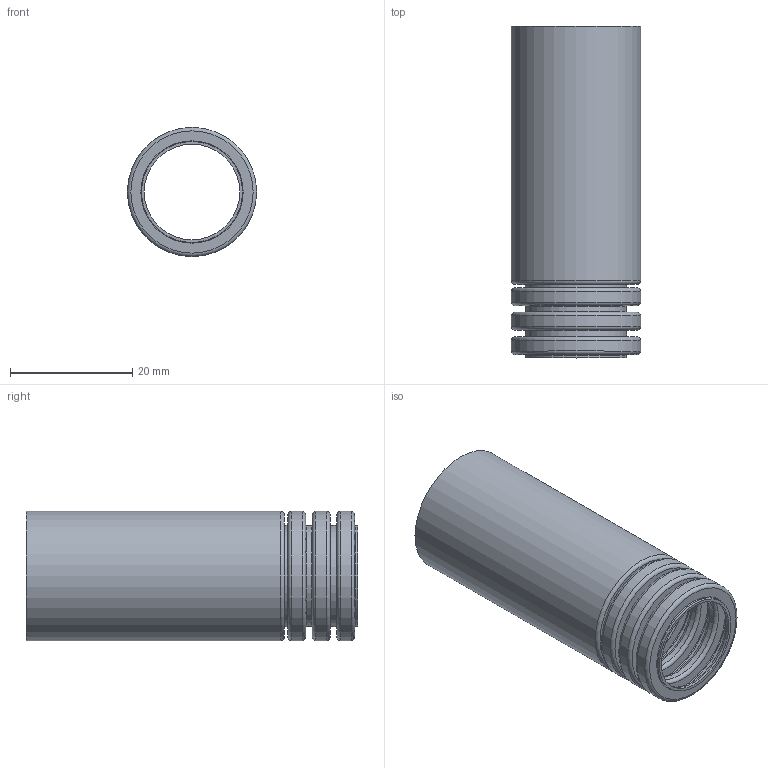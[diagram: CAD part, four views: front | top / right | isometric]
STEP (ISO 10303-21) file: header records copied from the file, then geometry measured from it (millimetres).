
FILE_DESCRIPTION (( 'STEP AP203' ), '1' );
FILE_NAME ('838216_Default.step', '2025-07-10T19:42:27', ( 'Windows User' ), ( 'AUTOMATION DIRECT' ), 'SwSTEP 2.0', 'SolidWorks 2024', '' );
FILE_SCHEMA (( 'CONFIG_CONTROL_DESIGN' ));
Length unit declared in the file: millimetre
Products named in the file (1): 838216_Default
Bounding box: 21.1 x 54.2 x 21.1 mm (x, y, z)
Volume: 7318.6 mm3; surface area: 7979.7 mm2
Topology: 1 solids, 1 shells, 55 faces, 96 edges, 56 vertices
Faces by surface type: torus 25, plane 15, cylinder 15
Full cylindrical faces by diameter (mm): 15.6 x4, 16.5 x4, 20.2 x3, 21.1 x4
Entity records: 1185 total; most frequent: DIRECTION 222, CARTESIAN_POINT 166, AXIS2_PLACEMENT_3D 111, ORIENTED_EDGE 110, EDGE_LOOP 110, FACE_OUTER_BOUND 95, ADVANCED_FACE 55, VERTEX_POINT 55
